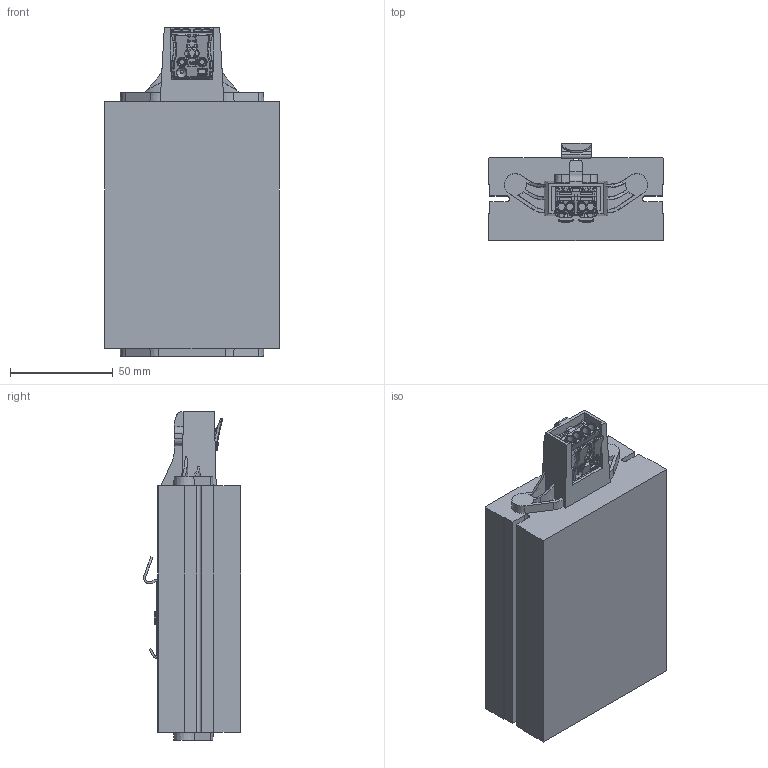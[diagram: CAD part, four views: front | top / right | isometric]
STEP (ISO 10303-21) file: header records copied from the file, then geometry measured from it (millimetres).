
FILE_DESCRIPTION(('STEP AP214'), '1');
FILE_NAME('SNB-XXX-300', '', ('UNSPECIFIED'), ('UNSPECIFIED'), 'C3D Converter', 'C3D Toolkit', '');
FILE_SCHEMA(('AUTOMOTIVE_DESIGN { 1 0 10303 214 3 1 1}'));
Length unit declared in the file: millimetre
Products named in the file (7): (Unsaved); Heat sink; Holder; Terminal; Cap; DIN-clip v1; DIN-clip v6
Assembly tree (6 placements, depth 3):
  (Unsaved)
    Heat sink
    Holder
    Terminal
    Cap
    DIN-clip v1
      DIN-clip v6
Bounding box: 85 x 47.24 x 160 mm (x, y, z)
Volume: 413201.8 mm3; surface area: 59471.6 mm2
Topology: 5 solids, 9 shells, 895 faces, 2538 edges, 1655 vertices
Faces by surface type: plane 523, cylinder 193, cone 74, bspline 57, torus 40, sphere 8
Full cylindrical faces by diameter (mm): 4.2 x1, 4.25 x2, 6.2 x1
Entity records: 49333 total; most frequent: CARTESIAN_POINT 19564, ORIENTED_EDGE 5024, DIRECTION 4118, EDGE_CURVE 2512, VERTEX_POINT 1651, LINE 1558, VECTOR 1558, AXIS2_PLACEMENT_3D 1280
